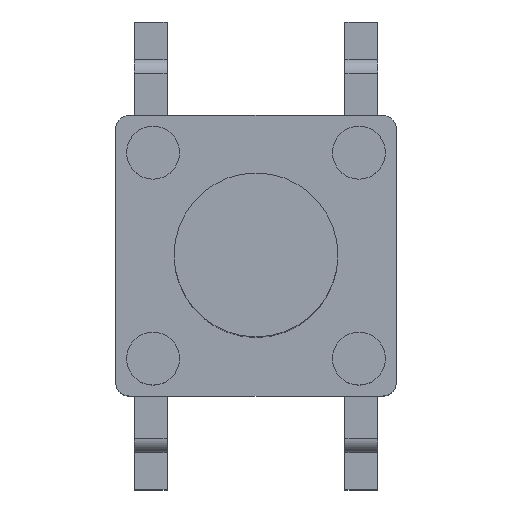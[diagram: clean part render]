
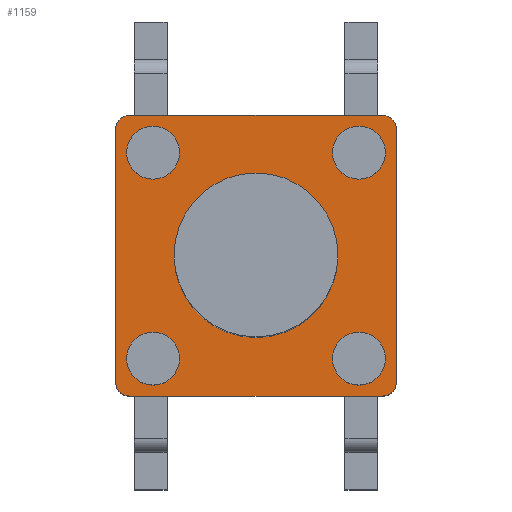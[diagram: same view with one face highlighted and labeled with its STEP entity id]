
A CAD part, top view. The second image highlights one B-rep face of the part: STEP entity #1159.
In plain terms, the highlighted planar face has unit normal (0, 0, 1).
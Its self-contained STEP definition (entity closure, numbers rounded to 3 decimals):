
#134=CARTESIAN_POINT('',(2.7,-2.7,0.));
#135=DIRECTION('',(0.,0.,1.));
#136=DIRECTION('',(0.,-1.,0.));
#137=AXIS2_PLACEMENT_3D('',#134,#135,#136);
#139=DIRECTION('',(1.,0.,0.));
#140=VECTOR('',#139,5.4);
#141=CARTESIAN_POINT('',(-2.7,-3.,0.));
#142=LINE('',#141,#140);
#143=CARTESIAN_POINT('',(-2.7,-2.7,0.));
#144=DIRECTION('',(0.,0.,1.));
#145=DIRECTION('',(-1.,0.,0.));
#146=AXIS2_PLACEMENT_3D('',#143,#144,#145);
#148=DIRECTION('',(0.,-1.,0.));
#149=VECTOR('',#148,5.4);
#150=CARTESIAN_POINT('',(-3.,2.7,0.));
#151=LINE('',#150,#149);
#152=CARTESIAN_POINT('',(-2.7,2.7,0.));
#153=DIRECTION('',(0.,0.,1.));
#154=DIRECTION('',(0.,1.,0.));
#155=AXIS2_PLACEMENT_3D('',#152,#153,#154);
#157=DIRECTION('',(-1.,0.,0.));
#158=VECTOR('',#157,5.4);
#159=CARTESIAN_POINT('',(2.7,3.,0.));
#160=LINE('',#159,#158);
#161=CARTESIAN_POINT('',(2.7,2.7,0.));
#162=DIRECTION('',(0.,0.,1.));
#163=DIRECTION('',(1.,0.,0.));
#164=AXIS2_PLACEMENT_3D('',#161,#162,#163);
#166=DIRECTION('',(0.,1.,0.));
#167=VECTOR('',#166,5.4);
#168=CARTESIAN_POINT('',(3.,-2.7,0.));
#169=LINE('',#168,#167);
#170=CARTESIAN_POINT('',(0.,0.,0.));
#171=DIRECTION('',(0.,0.,1.));
#172=DIRECTION('',(0.,1.,0.));
#173=AXIS2_PLACEMENT_3D('',#170,#171,#172);
#175=CARTESIAN_POINT('',(0.,0.,0.));
#176=DIRECTION('',(0.,0.,1.));
#177=DIRECTION('',(0.,-1.,0.));
#178=AXIS2_PLACEMENT_3D('',#175,#176,#177);
#180=CARTESIAN_POINT('',(-2.2,2.2,0.));
#181=DIRECTION('',(0.,0.,1.));
#182=DIRECTION('',(0.,1.,0.));
#183=AXIS2_PLACEMENT_3D('',#180,#181,#182);
#185=CARTESIAN_POINT('',(-2.2,2.2,0.));
#186=DIRECTION('',(0.,0.,1.));
#187=DIRECTION('',(0.,-1.,0.));
#188=AXIS2_PLACEMENT_3D('',#185,#186,#187);
#190=CARTESIAN_POINT('',(-2.2,-2.2,0.));
#191=DIRECTION('',(0.,0.,1.));
#192=DIRECTION('',(0.,1.,0.));
#193=AXIS2_PLACEMENT_3D('',#190,#191,#192);
#195=CARTESIAN_POINT('',(-2.2,-2.2,0.));
#196=DIRECTION('',(0.,0.,1.));
#197=DIRECTION('',(0.,-1.,0.));
#198=AXIS2_PLACEMENT_3D('',#195,#196,#197);
#200=CARTESIAN_POINT('',(2.2,-2.2,0.));
#201=DIRECTION('',(0.,0.,1.));
#202=DIRECTION('',(0.,1.,0.));
#203=AXIS2_PLACEMENT_3D('',#200,#201,#202);
#205=CARTESIAN_POINT('',(2.2,-2.2,0.));
#206=DIRECTION('',(0.,0.,1.));
#207=DIRECTION('',(0.,-1.,0.));
#208=AXIS2_PLACEMENT_3D('',#205,#206,#207);
#210=CARTESIAN_POINT('',(2.2,2.2,0.));
#211=DIRECTION('',(0.,0.,1.));
#212=DIRECTION('',(0.,1.,0.));
#213=AXIS2_PLACEMENT_3D('',#210,#211,#212);
#215=CARTESIAN_POINT('',(2.2,2.2,0.));
#216=DIRECTION('',(0.,0.,1.));
#217=DIRECTION('',(0.,-1.,0.));
#218=AXIS2_PLACEMENT_3D('',#215,#216,#217);
#874=CARTESIAN_POINT('',(2.7,-3.,0.));
#875=CARTESIAN_POINT('',(3.,-2.7,0.));
#876=VERTEX_POINT('',#874);
#877=VERTEX_POINT('',#875);
#878=CARTESIAN_POINT('',(3.,2.7,0.));
#879=VERTEX_POINT('',#878);
#880=CARTESIAN_POINT('',(2.7,3.,0.));
#881=VERTEX_POINT('',#880);
#882=CARTESIAN_POINT('',(-2.7,3.,0.));
#883=VERTEX_POINT('',#882);
#884=CARTESIAN_POINT('',(-3.,2.7,0.));
#885=VERTEX_POINT('',#884);
#886=CARTESIAN_POINT('',(-3.,-2.7,0.));
#887=VERTEX_POINT('',#886);
#888=CARTESIAN_POINT('',(-2.7,-3.,0.));
#889=VERTEX_POINT('',#888);
#910=CARTESIAN_POINT('',(0.,1.75,0.));
#911=CARTESIAN_POINT('',(0.,-1.75,0.));
#912=VERTEX_POINT('',#910);
#913=VERTEX_POINT('',#911);
#930=CARTESIAN_POINT('',(-2.2,2.765,0.));
#931=CARTESIAN_POINT('',(-2.2,1.635,0.));
#932=VERTEX_POINT('',#930);
#933=VERTEX_POINT('',#931);
#934=CARTESIAN_POINT('',(-2.2,-1.635,0.));
#935=CARTESIAN_POINT('',(-2.2,-2.765,0.));
#936=VERTEX_POINT('',#934);
#937=VERTEX_POINT('',#935);
#938=CARTESIAN_POINT('',(2.2,-1.635,0.));
#939=CARTESIAN_POINT('',(2.2,-2.765,0.));
#940=VERTEX_POINT('',#938);
#941=VERTEX_POINT('',#939);
#942=CARTESIAN_POINT('',(2.2,2.765,0.));
#943=CARTESIAN_POINT('',(2.2,1.635,0.));
#944=VERTEX_POINT('',#942);
#945=VERTEX_POINT('',#943);
#1106=CARTESIAN_POINT('',(0.,0.,0.));
#1107=DIRECTION('',(0.,0.,1.));
#1108=DIRECTION('',(1.,0.,0.));
#1109=AXIS2_PLACEMENT_3D('',#1106,#1107,#1108);
#1110=PLANE('',#1109);
#1112=ORIENTED_EDGE('',*,*,#1111,.F.);
#1114=ORIENTED_EDGE('',*,*,#1113,.F.);
#1116=ORIENTED_EDGE('',*,*,#1115,.F.);
#1118=ORIENTED_EDGE('',*,*,#1117,.F.);
#1120=ORIENTED_EDGE('',*,*,#1119,.F.);
#1122=ORIENTED_EDGE('',*,*,#1121,.F.);
#1124=ORIENTED_EDGE('',*,*,#1123,.F.);
#1126=ORIENTED_EDGE('',*,*,#1125,.F.);
#1127=EDGE_LOOP('',(#1112,#1114,#1116,#1118,#1120,#1122,#1124,#1126));
#1128=FACE_OUTER_BOUND('',#1127,.F.);
#1130=ORIENTED_EDGE('',*,*,#1129,.T.);
#1132=ORIENTED_EDGE('',*,*,#1131,.T.);
#1133=EDGE_LOOP('',(#1130,#1132));
#1134=FACE_BOUND('',#1133,.F.);
#1136=ORIENTED_EDGE('',*,*,#1135,.T.);
#1138=ORIENTED_EDGE('',*,*,#1137,.T.);
#1139=EDGE_LOOP('',(#1136,#1138));
#1140=FACE_BOUND('',#1139,.F.);
#1142=ORIENTED_EDGE('',*,*,#1141,.T.);
#1144=ORIENTED_EDGE('',*,*,#1143,.T.);
#1145=EDGE_LOOP('',(#1142,#1144));
#1146=FACE_BOUND('',#1145,.F.);
#1148=ORIENTED_EDGE('',*,*,#1147,.T.);
#1150=ORIENTED_EDGE('',*,*,#1149,.T.);
#1151=EDGE_LOOP('',(#1148,#1150));
#1152=FACE_BOUND('',#1151,.F.);
#1154=ORIENTED_EDGE('',*,*,#1153,.T.);
#1156=ORIENTED_EDGE('',*,*,#1155,.T.);
#1157=EDGE_LOOP('',(#1154,#1156));
#1158=FACE_BOUND('',#1157,.F.);
#138=CIRCLE('',#137,0.3);
#147=CIRCLE('',#146,0.3);
#156=CIRCLE('',#155,0.3);
#165=CIRCLE('',#164,0.3);
#174=CIRCLE('',#173,1.75);
#179=CIRCLE('',#178,1.75);
#184=CIRCLE('',#183,0.565);
#189=CIRCLE('',#188,0.565);
#194=CIRCLE('',#193,0.565);
#199=CIRCLE('',#198,0.565);
#204=CIRCLE('',#203,0.565);
#209=CIRCLE('',#208,0.565);
#214=CIRCLE('',#213,0.565);
#219=CIRCLE('',#218,0.565);
#1111=EDGE_CURVE('',#876,#877,#138,.T.);
#1113=EDGE_CURVE('',#889,#876,#142,.T.);
#1115=EDGE_CURVE('',#887,#889,#147,.T.);
#1117=EDGE_CURVE('',#885,#887,#151,.T.);
#1119=EDGE_CURVE('',#883,#885,#156,.T.);
#1121=EDGE_CURVE('',#881,#883,#160,.T.);
#1123=EDGE_CURVE('',#879,#881,#165,.T.);
#1125=EDGE_CURVE('',#877,#879,#169,.T.);
#1129=EDGE_CURVE('',#912,#913,#174,.T.);
#1131=EDGE_CURVE('',#913,#912,#179,.T.);
#1135=EDGE_CURVE('',#932,#933,#184,.T.);
#1137=EDGE_CURVE('',#933,#932,#189,.T.);
#1141=EDGE_CURVE('',#936,#937,#194,.T.);
#1143=EDGE_CURVE('',#937,#936,#199,.T.);
#1147=EDGE_CURVE('',#940,#941,#204,.T.);
#1149=EDGE_CURVE('',#941,#940,#209,.T.);
#1153=EDGE_CURVE('',#944,#945,#214,.T.);
#1155=EDGE_CURVE('',#945,#944,#219,.T.);
#1159=ADVANCED_FACE('',(#1128,#1134,#1140,#1146,#1152,#1158),#1110,.T.);
